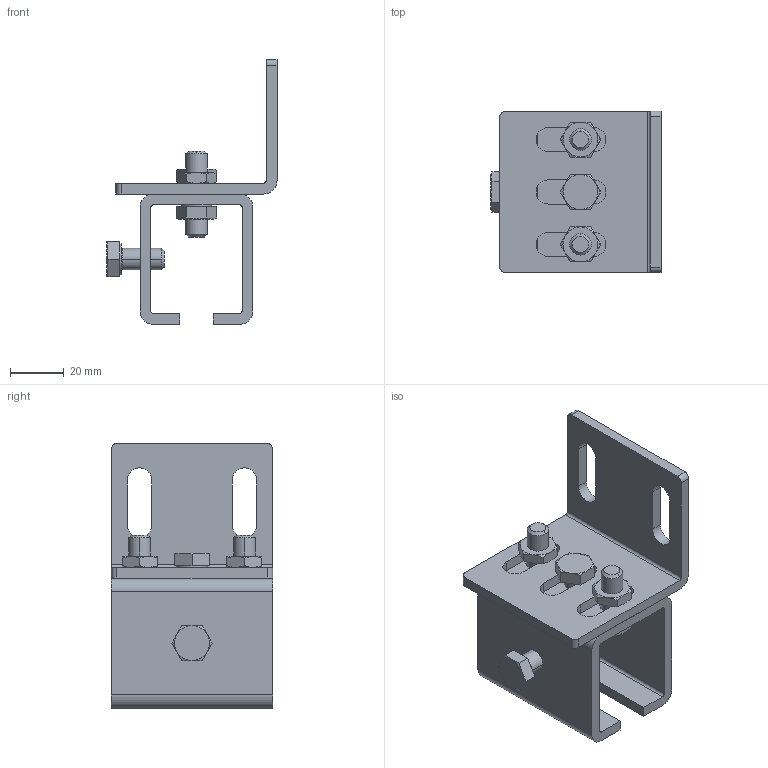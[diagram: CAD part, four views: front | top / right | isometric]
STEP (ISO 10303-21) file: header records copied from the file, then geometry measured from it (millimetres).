
FILE_DESCRIPTION (( 'STEP AP214' ), '1' );
FILE_NAME ('H_47B-33x34.STEP', '2021-11-15T10:40:15', ( '' ), ( '' ), 'SwSTEP 2.0', 'SolidWorks 2019', '' );
FILE_SCHEMA (( 'AUTOMOTIVE_DESIGN' ));
Length unit declared in the file: millimetre
Products named in the file (6): 62101-8x20; H-47B-33x34 P2; H_47B-33x34; 07212-08 thin; H-47B-33x34 P1; 62101-8x16
Assembly tree (8 placements, depth 2):
  H_47B-33x34
    H-47B-33x34 P1
    H-47B-33x34 P2
    62101-8x20  x3
    07212-08 thin  x2
    62101-8x16
Bounding box: 63.3 x 60 x 98.5 mm (x, y, z)
Volume: 63003.7 mm3; surface area: 37113.5 mm2
Topology: 8 solids, 8 shells, 225 faces, 539 edges, 338 vertices
Faces by surface type: plane 88, cone 72, cylinder 57, torus 8
Entity records: 4693 total; most frequent: CARTESIAN_POINT 855, DIRECTION 781, ORIENTED_EDGE 734, EDGE_CURVE 367, AXIS2_PLACEMENT_3D 304, VERTEX_POINT 234, LINE 173, VECTOR 173
